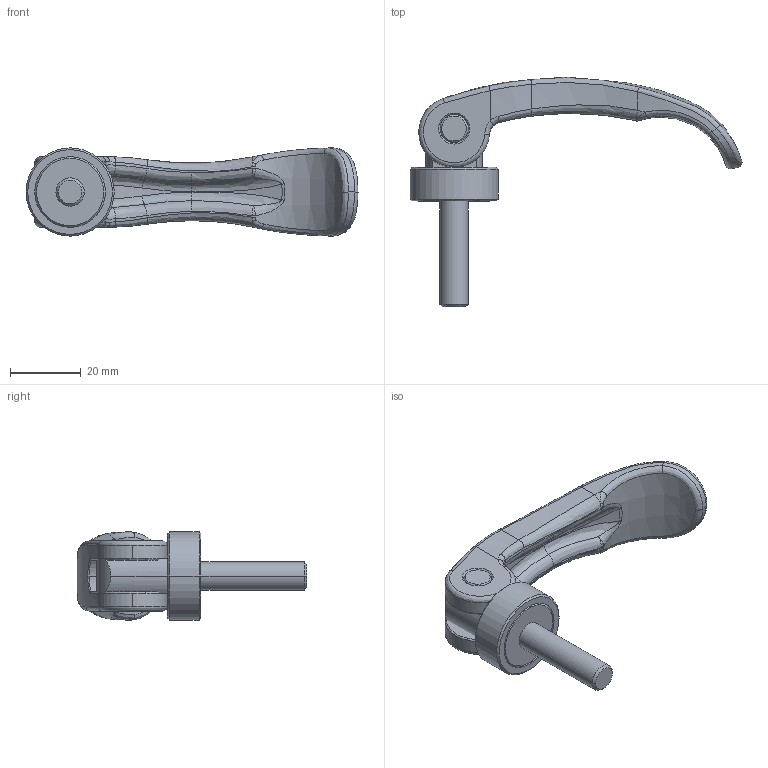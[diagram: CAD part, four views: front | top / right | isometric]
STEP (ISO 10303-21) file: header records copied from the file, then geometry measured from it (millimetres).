
FILE_DESCRIPTION(('STEP AP214'),'1');
FILE_NAME('EH_23390_0121.stp','2017-08-10T07:25:36',('TraceParts'),('TraceParts S.A.'),'Spatial InterOp 3D',' ',' ');
FILE_SCHEMA(('automotive_design'));
Length unit declared in the file: millimetre
Products named in the file (3): EH_23390_0121_1; EH_23390_0121_2; EH_23390_0121_3
Bounding box: 94.09 x 65.08 x 25 mm (x, y, z)
Volume: 24178.4 mm3; surface area: 11426.3 mm2
Topology: 3 solids, 3 shells, 150 faces, 355 edges, 212 vertices
Faces by surface type: bspline 78, cylinder 38, cone 18, plane 16
Entity records: 18285 total; most frequent: CARTESIAN_POINT 14117, ORIENTED_EDGE 702, DIRECTION 474, EDGE_CURVE 351, VERTEX_POINT 212, AXIS2_PLACEMENT_3D 201, EDGE_LOOP 161, STYLED_ITEM 150
